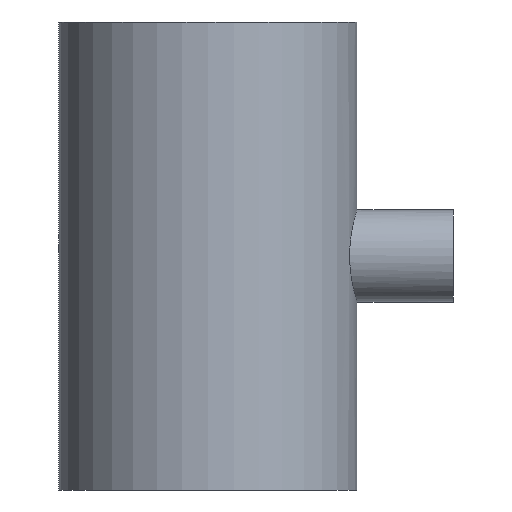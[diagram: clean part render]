
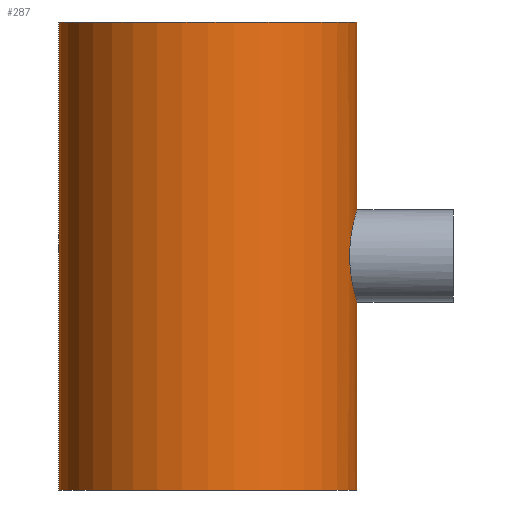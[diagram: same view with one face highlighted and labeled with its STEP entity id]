
A CAD part, front view. The second image highlights one B-rep face of the part: STEP entity #287.
In plain terms, the highlighted cylindrical face has radius 102 mm (diameter 204 mm), a partial arc.
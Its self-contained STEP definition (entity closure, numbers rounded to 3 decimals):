
#3 = CARTESIAN_POINT ( 'NONE',  ( 98.082, -27.999, -14.442 ) ) ;
#6 = VECTOR ( 'NONE', #230, 1000. ) ;
#19 = AXIS2_PLACEMENT_3D ( 'NONE', #238, #645, #592 ) ;
#23 = VERTEX_POINT ( 'NONE', #187 ) ;
#47 = DIRECTION ( 'NONE',  ( 0., 0., 1. ) ) ;
#71 = CARTESIAN_POINT ( 'NONE',  ( 100.408, -17.953, 25.888 ) ) ;
#76 = CARTESIAN_POINT ( 'NONE',  ( 98.893, -24.994, -19.199 ) ) ;
#77 = LINE ( 'NONE', #1027, #915 ) ;
#83 = CARTESIAN_POINT ( 'NONE',  ( 98.736, -25.604, -18.377 ) ) ;
#87 = CARTESIAN_POINT ( 'NONE',  ( 100.63, -16.683, -26.739 ) ) ;
#92 = CARTESIAN_POINT ( 'NONE',  ( 101.39, -11.151, 29.465 ) ) ;
#93 = EDGE_CURVE ( 'NONE', #310, #855, #730, .T. ) ;
#126 = CIRCLE ( 'NONE', #19, 102. ) ;
#146 = DIRECTION ( 'NONE',  ( 0., 0., -1. ) ) ;
#152 = VERTEX_POINT ( 'NONE', #690 ) ;
#163 = EDGE_CURVE ( 'NONE', #1103, #261, #77, .T. ) ;
#168 = CARTESIAN_POINT ( 'NONE',  ( 100.098, -19.611, 24.656 ) ) ;
#174 = CARTESIAN_POINT ( 'NONE',  ( 99.859, -20.804, 23.675 ) ) ;
#179 = CARTESIAN_POINT ( 'NONE',  ( 97.886, -28.676, -13.047 ) ) ;
#187 = CARTESIAN_POINT ( 'NONE',  ( 102., 0., 31.5 ) ) ;
#190 = CARTESIAN_POINT ( 'NONE',  ( 102., -1.032, -31.5 ) ) ;
#194 = CARTESIAN_POINT ( 'NONE',  ( 102., 0., -31.5 ) ) ;
#225 = CYLINDRICAL_SURFACE ( 'NONE', #988, 102. ) ;
#230 = DIRECTION ( 'NONE',  ( 0., 0., -1. ) ) ;
#238 = CARTESIAN_POINT ( 'NONE',  ( 0., 0., -160. ) ) ;
#254 = CARTESIAN_POINT ( 'NONE',  ( 97.34, -30.482, -8.207 ) ) ;
#258 = CARTESIAN_POINT ( 'NONE',  ( 100.177, -19.203, 24.975 ) ) ;
#261 = VERTEX_POINT ( 'NONE', #839 ) ;
#265 = CARTESIAN_POINT ( 'NONE',  ( 99.377, -22.993, -21.555 ) ) ;
#268 = CARTESIAN_POINT ( 'NONE',  ( 102., 0., -160. ) ) ;
#269 = CARTESIAN_POINT ( 'NONE',  ( 101.493, -10.173, 29.817 ) ) ;
#287 = ADVANCED_FACE ( 'NONE', ( #1011 ), #225, .T. ) ;
#310 = VERTEX_POINT ( 'NONE', #598 ) ;
#320 = CARTESIAN_POINT ( 'NONE',  ( 102., 0., 160. ) ) ;
#324 = ORIENTED_EDGE ( 'NONE', *, *, #395, .F. ) ;
#330 = ORIENTED_EDGE ( 'NONE', *, *, #346, .F. ) ;
#334 = CARTESIAN_POINT ( 'NONE',  ( 97.528, -29.883, -10.177 ) ) ;
#341 = CARTESIAN_POINT ( 'NONE',  ( 97.014, -31.499, 2.084 ) ) ;
#345 = CARTESIAN_POINT ( 'NONE',  ( 99.865, -20.813, -23.734 ) ) ;
#346 = EDGE_CURVE ( 'NONE', #23, #310, #941, .T. ) ;
#350 = CARTESIAN_POINT ( 'NONE',  ( 101.676, -8.188, 30.435 ) ) ;
#395 = EDGE_CURVE ( 'NONE', #152, #23, #1004, .T. ) ;
#423 = CARTESIAN_POINT ( 'NONE',  ( 97.883, -28.69, 13.046 ) ) ;
#428 = CARTESIAN_POINT ( 'NONE',  ( 100.185, -19.236, -25.028 ) ) ;
#435 = CARTESIAN_POINT ( 'NONE',  ( 97.014, -31.5, -1.02 ) ) ;
#444 = CARTESIAN_POINT ( 'NONE',  ( 97.649, -29.477, 11.154 ) ) ;
#449 = CARTESIAN_POINT ( 'NONE',  ( 101.984, -2.065, -31.449 ) ) ;
#476 = CIRCLE ( 'NONE', #1110, 102. ) ;
#509 = CARTESIAN_POINT ( 'NONE',  ( 100.332, -18.374, 25.591 ) ) ;
#515 = CARTESIAN_POINT ( 'NONE',  ( 98.015, -28.232, -13.982 ) ) ;
#522 = CARTESIAN_POINT ( 'NONE',  ( 99.698, -21.561, 22.987 ) ) ;
#531 = CARTESIAN_POINT ( 'NONE',  ( 98.434, -26.742, -16.678 ) ) ;
#535 = CARTESIAN_POINT ( 'NONE',  ( 97.275, -30.686, 7.191 ) ) ;
#542 = CARTESIAN_POINT ( 'NONE',  ( 101.922, -4.132, -31.245 ) ) ;
#549 = EDGE_LOOP ( 'NONE', ( #324, #884, #682, #709, #882, #330 ) ) ;
#592 = DIRECTION ( 'NONE',  ( 1., 0., 0. ) ) ;
#598 = CARTESIAN_POINT ( 'NONE',  ( 102., 0., -31.5 ) ) ;
#603 = CARTESIAN_POINT ( 'NONE',  ( 99.213, -23.69, -20.787 ) ) ;
#608 = CARTESIAN_POINT ( 'NONE',  ( 98.285, -27.282, 15.779 ) ) ;
#612 = CARTESIAN_POINT ( 'NONE',  ( 102., -2.095, 31.5 ) ) ;
#615 = CARTESIAN_POINT ( 'NONE',  ( 101.336, -11.633, 29.278 ) ) ;
#638 = CARTESIAN_POINT ( 'NONE',  ( -102., 0., 160. ) ) ;
#645 = DIRECTION ( 'NONE',  ( 0., 0., 1. ) ) ;
#646 = DIRECTION ( 'NONE',  ( 0., 0., -1. ) ) ;
#670 = DIRECTION ( 'NONE',  ( -1., 0., 0. ) ) ;
#671 = CARTESIAN_POINT ( 'NONE',  ( 0., 0., 160. ) ) ;
#678 = CARTESIAN_POINT ( 'NONE',  ( 98.288, -27.27, -15.801 ) ) ;
#682 = ORIENTED_EDGE ( 'NONE', *, *, #163, .T. ) ;
#685 = CARTESIAN_POINT ( 'NONE',  ( 97.097, -31.244, -4.142 ) ) ;
#690 = CARTESIAN_POINT ( 'NONE',  ( 102., 0., 160. ) ) ;
#695 = CARTESIAN_POINT ( 'NONE',  ( 97.081, -31.296, 4.136 ) ) ;
#709 = ORIENTED_EDGE ( 'NONE', *, *, #998, .T. ) ;
#730 = LINE ( 'NONE', #1073, #846 ) ;
#762 = CARTESIAN_POINT ( 'NONE',  ( 97.03, -31.45, -2.06 ) ) ;
#769 = CARTESIAN_POINT ( 'NONE',  ( 101.043, -13.97, -28.252 ) ) ;
#776 = CARTESIAN_POINT ( 'NONE',  ( 98.89, -25.025, 19.243 ) ) ;
#781 = CARTESIAN_POINT ( 'NONE',  ( 99.213, -23.725, 20.821 ) ) ;
#784 = CARTESIAN_POINT ( 'NONE',  ( 97.356, -30.43, 8.208 ) ) ;
#793 = CARTESIAN_POINT ( 'NONE',  ( 101.874, -5.172, -31.09 ) ) ;
#835 = CARTESIAN_POINT ( 'NONE',  ( 0., 0., 160. ) ) ;
#839 = CARTESIAN_POINT ( 'NONE',  ( -102., 0., -160. ) ) ;
#846 = VECTOR ( 'NONE', #646, 1000. ) ;
#852 = CARTESIAN_POINT ( 'NONE',  ( 98.431, -26.751, 16.664 ) ) ;
#855 = VERTEX_POINT ( 'NONE', #268 ) ;
#858 = CARTESIAN_POINT ( 'NONE',  ( 97.824, -28.887, -12.571 ) ) ;
#863 = CARTESIAN_POINT ( 'NONE',  ( 97.543, -29.825, 10.186 ) ) ;
#868 = CARTESIAN_POINT ( 'NONE',  ( 101.541, -9.677, 29.981 ) ) ;
#875 = CARTESIAN_POINT ( 'NONE',  ( 101.688, -8.225, -30.478 ) ) ;
#882 = ORIENTED_EDGE ( 'NONE', *, *, #93, .F. ) ;
#884 = ORIENTED_EDGE ( 'NONE', *, *, #980, .F. ) ;
#915 = VECTOR ( 'NONE', #929, 1000. ) ;
#929 = DIRECTION ( 'NONE',  ( 0., 0., -1. ) ) ;
#941 = B_SPLINE_CURVE_WITH_KNOTS ( 'NONE', 3,
 ( #1026, #612, #1037, #1118, #350, #868, #269, #92, #615, #948, #1031, #71, #509, #258, #168, #174, #522, #781, #776, #852, #608, #1112, #423, #444, #863, #784, #535, #695, #341, #435, #762, #685, #1106, #254, #334, #858, #179, #515, #3, #678, #531, #83, #76, #603, #265, #345, #428, #87, #1042, #769, #959, #974, #875, #793, #542, #449, #190, #194 ),
 .UNSPECIFIED., .F., .F.,
 ( 4, 2, 2, 2, 2, 2, 2, 2, 2, 2, 2, 2, 2, 2, 2, 2, 2, 2, 2, 2, 2, 2, 2, 2, 2, 2, 2, 2, 4 ),
 ( 0., 0.006, 0.009, 0.011, 0.012, 0.019, 0.02, 0.022, 0.025, 0.031, 0.034, 0.037, 0.04, 0.043, 0.05, 0.053, 0.056, 0.062, 0.063, 0.065, 0.068, 0.071, 0.074, 0.081, 0.084, 0.087, 0.093, 0.096, 0.099 ),
 .UNSPECIFIED. ) ;
#948 = CARTESIAN_POINT ( 'NONE',  ( 101.051, -14.014, 28.286 ) ) ;
#959 = CARTESIAN_POINT ( 'NONE',  ( 101.168, -13.038, -28.693 ) ) ;
#974 = CARTESIAN_POINT ( 'NONE',  ( 101.508, -10.191, -29.877 ) ) ;
#980 = EDGE_CURVE ( 'NONE', #1103, #152, #476, .T. ) ;
#988 = AXIS2_PLACEMENT_3D ( 'NONE', #835, #146, #670 ) ;
#998 = EDGE_CURVE ( 'NONE', #261, #855, #126, .T. ) ;
#1004 = LINE ( 'NONE', #320, #6 ) ;
#1011 = FACE_OUTER_BOUND ( 'NONE', #549, .T. ) ;
#1026 = CARTESIAN_POINT ( 'NONE',  ( 102., 0., 31.5 ) ) ;
#1027 = CARTESIAN_POINT ( 'NONE',  ( -102., 0., 160. ) ) ;
#1031 = CARTESIAN_POINT ( 'NONE',  ( 100.781, -15.819, 27.317 ) ) ;
#1037 = CARTESIAN_POINT ( 'NONE',  ( 101.936, -4.153, 31.293 ) ) ;
#1042 = CARTESIAN_POINT ( 'NONE',  ( 100.773, -15.8, -27.271 ) ) ;
#1073 = CARTESIAN_POINT ( 'NONE',  ( 102., 0., 160. ) ) ;
#1100 = DIRECTION ( 'NONE',  ( 1., 0., 0. ) ) ;
#1103 = VERTEX_POINT ( 'NONE', #638 ) ;
#1106 = CARTESIAN_POINT ( 'NONE',  ( 97.147, -31.09, -5.169 ) ) ;
#1110 = AXIS2_PLACEMENT_3D ( 'NONE', #671, #47, #1100 ) ;
#1112 = CARTESIAN_POINT ( 'NONE',  ( 98.011, -28.251, 13.971 ) ) ;
#1118 = CARTESIAN_POINT ( 'NONE',  ( 101.752, -7.186, 30.687 ) ) ;
